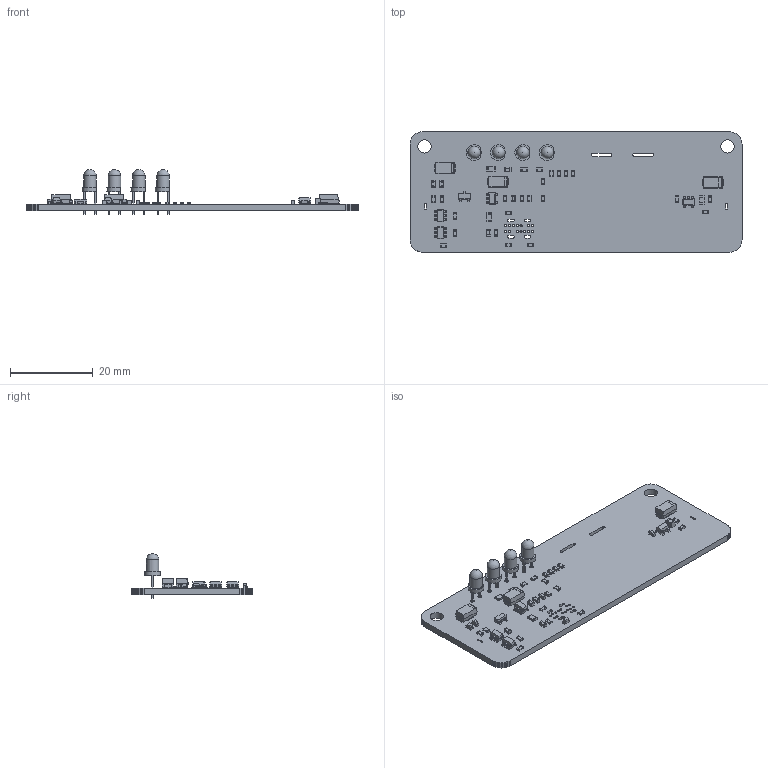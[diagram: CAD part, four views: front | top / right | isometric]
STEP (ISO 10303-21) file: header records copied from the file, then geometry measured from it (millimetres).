
FILE_DESCRIPTION(('KiCad electronic assembly'),'2;1');
FILE_NAME('smoke_extractorV1_1.step','2024-01-06T13:42:23',('Pcbnew'),( 'Kicad'),'Open CASCADE STEP processor 7.7','KiCad to STEP converter' ,'Unknown');
FILE_SCHEMA(('AUTOMOTIVE_DESIGN { 1 0 10303 214 1 1 1 1 }'));
Length unit declared in the file: millimetre
Products named in the file (22): smoke_extractorV1_1 1; C_0603_1608Metric; SOLID; LED_D3.0mm; R_0603_1608Metric; C_0805_2012Metric; SOT-23-5; D_SMA; LED_0603_1608Metric; SOT-23-6; SOT-23; R_0805_2012Metric; smoke_extractorV1_1 PCB
Assembly tree (54 placements, depth 3):
  smoke_extractorV1_1 1
    C_0603_1608Metric  x7
      SOLID
    LED_D3.0mm  x4
      SOLID
    R_0603_1608Metric  x18
      SOLID
    C_0805_2012Metric
      SOLID
    SOT-23-5  x2
      SOLID
    D_SMA  x3
      SOLID
    LED_0603_1608Metric  x3
      SOLID
    SOT-23-6  x2
      SOLID
    SOT-23
      SOLID
    R_0805_2012Metric  x2
      SOLID
    smoke_extractorV1_1 PCB
Bounding box: 80 x 29.03 x 10.8 mm (x, y, z)
Volume: 3887.7 mm3; surface area: 5898.6 mm2
Topology: 44 solids, 44 shells, 1873 faces, 4915 edges, 3156 vertices
Faces by surface type: plane 1270, cylinder 424, bspline 175, sphere 4
Full cylindrical faces by diameter (mm): 0.5 x14, 0.9 x8, 3 x4, 3.2 x2
Entity records: 55441 total; most frequent: CARTESIAN_POINT 10020, DIRECTION 7503, LINE 5384, VECTOR 5384, ORIENTED_EDGE 4152, PCURVE 4152, DEFINITIONAL_REPRESENTATION 4152, EDGE_CURVE 2076
